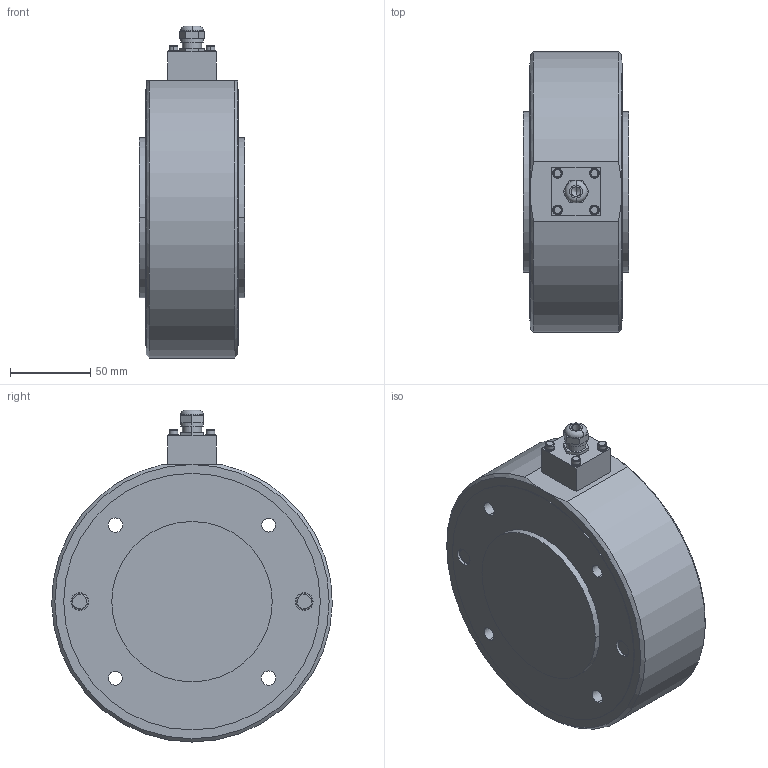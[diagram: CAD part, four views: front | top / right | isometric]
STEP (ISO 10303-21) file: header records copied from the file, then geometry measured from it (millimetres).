
FILE_DESCRIPTION((''),'2;1');
FILE_NAME('31101828_-.stp','2019-10-07T13:02:28',(''),(''),'Mechanical Desktop 2009','Mechanical Desktop 2009',', , ');
FILE_SCHEMA(('CONFIG_CONTROL_DESIGN'));
Length unit declared in the file: millimetre
Products named in the file (36): ZEICHNUNG4; L50324_STP; L4974404; TEIL1A; L49745; TEIL1AAA; L49015; ~TEIL1; L47663; TEIL1AAAAA; L47664; TEIL1AAAAAA; L4340401; TEIL1AAAA; I-6KT_SCHRAUBE_M6X50; I-6KT_SCHRAUBE_M6X50A; SICHERUNGSRING_J72; SICHERUNGSRING_J72A; V_RING_V40AA; V_RING_V40A; PENDELKUGELLAGER_1306TVA; PENDELKUGELLAGER_1306TV; FEDERRING_M3A; FEDERRING_M3; I-6KT_SCHRAUBE_M3X25A; I-6KT_SCHRAUBE_M3X25; KABELVERSCHRAUBUNG_PG7; KABELVERSCHRAUBUNG_PG7A; L49083; TEIL1; RM_SDB; FLANSCHDOSE_14S-2P_4-POLIGA; FLANSCHDOSE_14S-2P_4-POLIG; L49026; TEIL1AA; RM_SDBA
Assembly tree (40 placements, depth 4):
  ZEICHNUNG4
    L50324_STP
      L4974404
        TEIL1A
      L49745
        TEIL1AAA
      L49015
        ~TEIL1
      L47663
        TEIL1AAAAA
      L47664
        TEIL1AAAAAA
      L4340401  x2
        TEIL1AAAA
      I-6KT_SCHRAUBE_M6X50  x2
        I-6KT_SCHRAUBE_M6X50A
      SICHERUNGSRING_J72
        SICHERUNGSRING_J72A
      V_RING_V40AA
        V_RING_V40A
      PENDELKUGELLAGER_1306TVA
        PENDELKUGELLAGER_1306TV
      FEDERRING_M3A  x4
        FEDERRING_M3
      I-6KT_SCHRAUBE_M3X25A  x4
        I-6KT_SCHRAUBE_M3X25
      KABELVERSCHRAUBUNG_PG7
        KABELVERSCHRAUBUNG_PG7A
      L49083
        TEIL1
    RM_SDB  x3
  FLANSCHDOSE_14S-2P_4-POLIGA
  FLANSCHDOSE_14S-2P_4-POLIG
  L49026
  TEIL1AA
Bounding box: 65.9 x 174.96 x 207 mm (x, y, z)
Volume: 1264010.2 mm3; surface area: 265319.8 mm2
Topology: 22 solids, 22 shells, 378 faces, 888 edges, 575 vertices
Faces by surface type: cylinder 209, plane 107, cone 38, torus 22, bspline 2
Entity records: 10120 total; most frequent: DIRECTION 1828, CARTESIAN_POINT 1747, ORIENTED_EDGE 1392, AXIS2_PLACEMENT_3D 778, EDGE_CURVE 696, VERTEX_POINT 455, CIRCLE 418, EDGE_LOOP 403
